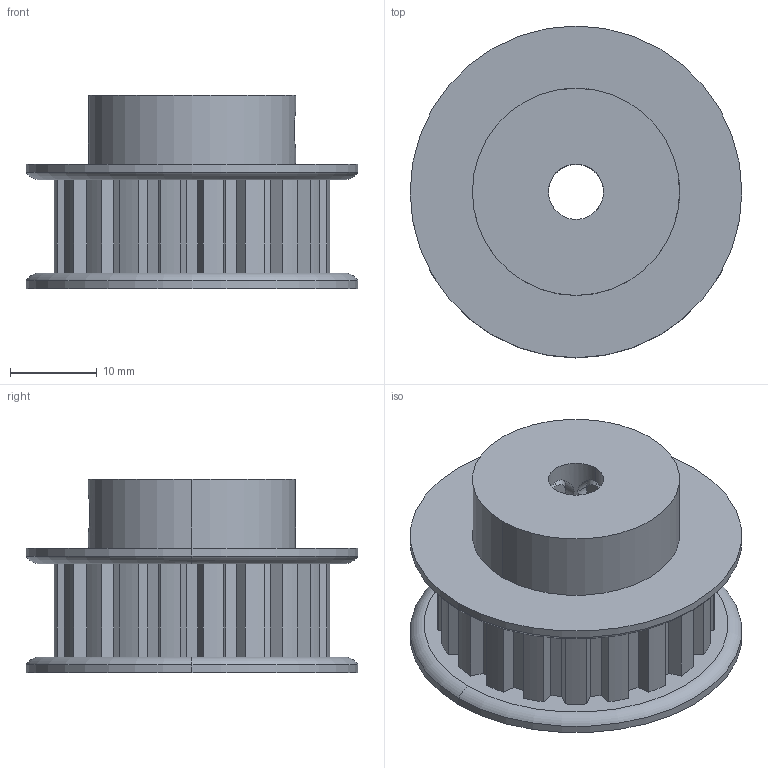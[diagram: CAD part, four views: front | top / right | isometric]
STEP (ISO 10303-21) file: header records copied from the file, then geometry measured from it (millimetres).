
FILE_DESCRIPTION (( 'STEP AP203' ), '1' );
FILE_NAME ('6495K718_Timing Belt Pulley.STEP', '2021-09-14T13:05:17', ( 'Administrator' ), ( 'Managed by Terraform' ), 'SwSTEP 2.0', 'SolidWorks 2017', '' );
FILE_SCHEMA (( 'CONFIG_CONTROL_DESIGN' ));
Length unit declared in the file: inch
Products named in the file (1): 6495K718_Timing Belt Pulley
Bounding box: 38.15 x 38.15 x 22.23 mm (x, y, z)
Volume: 14728.5 mm3; surface area: 5882.7 mm2
Topology: 1 solids, 1 shells, 131 faces, 358 edges, 236 vertices
Faces by surface type: plane 83, cylinder 36, cone 8, torus 4
Entity records: 4413 total; most frequent: CARTESIAN_POINT 948, ORIENTED_EDGE 716, DIRECTION 694, EDGE_CURVE 358, LINE 262, VECTOR 262, VERTEX_POINT 236, AXIS2_PLACEMENT_3D 216
